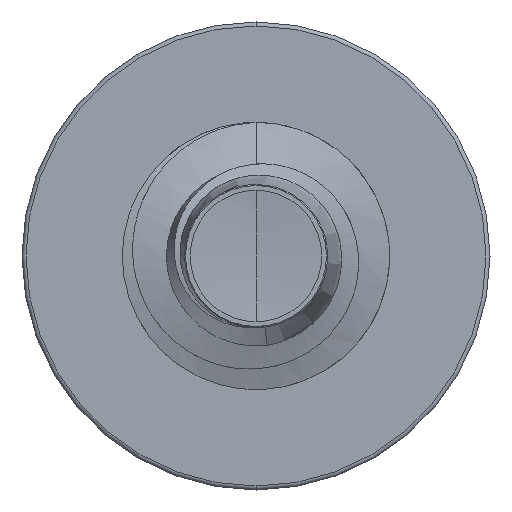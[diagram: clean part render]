
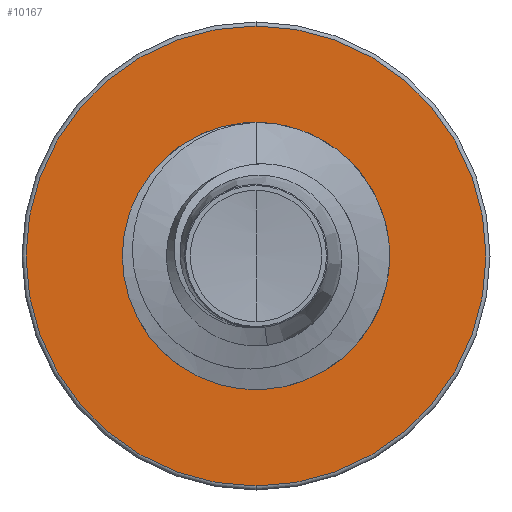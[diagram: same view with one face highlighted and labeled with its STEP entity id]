
A CAD part, front view. The second image highlights one B-rep face of the part: STEP entity #10167.
In plain terms, the highlighted planar face has unit normal (0, -1, 0).
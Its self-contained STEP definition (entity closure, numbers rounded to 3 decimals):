
#949 = EDGE_CURVE ( 'NONE', #6308, #9758, #4408, .T. ) ;
#1030 = CIRCLE ( 'NONE', #2999, 2.842 ) ;
#1051 = VERTEX_POINT ( 'NONE', #11821 ) ;
#2159 = CARTESIAN_POINT ( 'NONE',  ( 0., 6., -2.842 ) ) ;
#2999 = AXIS2_PLACEMENT_3D ( 'NONE', #9804, #9792, #9784 ) ;
#3105 = ORIENTED_EDGE ( 'NONE', *, *, #949, .T. ) ;
#4408 = CIRCLE ( 'NONE', #11521, 2.842 ) ;
#4550 = DIRECTION ( 'NONE',  ( 0., 0., 1. ) ) ;
#4558 = DIRECTION ( 'NONE',  ( 0., 1., 0. ) ) ;
#4604 = PLANE ( 'NONE',  #6353 ) ;
#4844 = CARTESIAN_POINT ( 'NONE',  ( 0., 6., -2.842 ) ) ;
#5032 = ORIENTED_EDGE ( 'NONE', *, *, #5358, .F. ) ;
#5219 = DIRECTION ( 'NONE',  ( 0., 0., 1. ) ) ;
#5230 = DIRECTION ( 'NONE',  ( 0., 1., 0. ) ) ;
#5232 = CARTESIAN_POINT ( 'NONE',  ( 0., 6., 0. ) ) ;
#5358 = EDGE_CURVE ( 'NONE', #1051, #9875, #10009, .T. ) ;
#5498 = AXIS2_PLACEMENT_3D ( 'NONE', #7978, #7968, #7964 ) ;
#5502 = ORIENTED_EDGE ( 'NONE', *, *, #9062, .T. ) ;
#6211 = CARTESIAN_POINT ( 'NONE',  ( 0., 6., -5.16 ) ) ;
#6308 = VERTEX_POINT ( 'NONE', #2159 ) ;
#6353 = AXIS2_PLACEMENT_3D ( 'NONE', #4844, #4558, #4550 ) ;
#6592 = CARTESIAN_POINT ( 'NONE',  ( 0., 6., 2.842 ) ) ;
#7626 = EDGE_LOOP ( 'NONE', ( #5502, #3105 ) ) ;
#7664 = FACE_OUTER_BOUND ( 'NONE', #7703, .T. ) ;
#7673 = ORIENTED_EDGE ( 'NONE', *, *, #9403, .F. ) ;
#7703 = EDGE_LOOP ( 'NONE', ( #5032, #7673 ) ) ;
#7964 = DIRECTION ( 'NONE',  ( 0., 0., 1. ) ) ;
#7968 = DIRECTION ( 'NONE',  ( 0., 1., 0. ) ) ;
#7978 = CARTESIAN_POINT ( 'NONE',  ( 0., 6., 0. ) ) ;
#9062 = EDGE_CURVE ( 'NONE', #9758, #6308, #1030, .T. ) ;
#9403 = EDGE_CURVE ( 'NONE', #9875, #1051, #10271, .T. ) ;
#9758 = VERTEX_POINT ( 'NONE', #6592 ) ;
#9784 = DIRECTION ( 'NONE',  ( 0., 0., 1. ) ) ;
#9792 = DIRECTION ( 'NONE',  ( 0., 1., 0. ) ) ;
#9804 = CARTESIAN_POINT ( 'NONE',  ( 0., 6., 0. ) ) ;
#9875 = VERTEX_POINT ( 'NONE', #6211 ) ;
#10009 = CIRCLE ( 'NONE', #11694, 5.16 ) ;
#10167 = ADVANCED_FACE ( 'NONE', ( #7664, #11689 ), #4604, .F. ) ;
#10271 = CIRCLE ( 'NONE', #5498, 5.16 ) ;
#10526 = DIRECTION ( 'NONE',  ( 0., 0., 1. ) ) ;
#10542 = DIRECTION ( 'NONE',  ( 0., 1., 0. ) ) ;
#10554 = CARTESIAN_POINT ( 'NONE',  ( 0., 6., 0. ) ) ;
#11521 = AXIS2_PLACEMENT_3D ( 'NONE', #10554, #10542, #10526 ) ;
#11689 = FACE_BOUND ( 'NONE', #7626, .T. ) ;
#11694 = AXIS2_PLACEMENT_3D ( 'NONE', #5232, #5230, #5219 ) ;
#11821 = CARTESIAN_POINT ( 'NONE',  ( 0., 6., 5.16 ) ) ;
